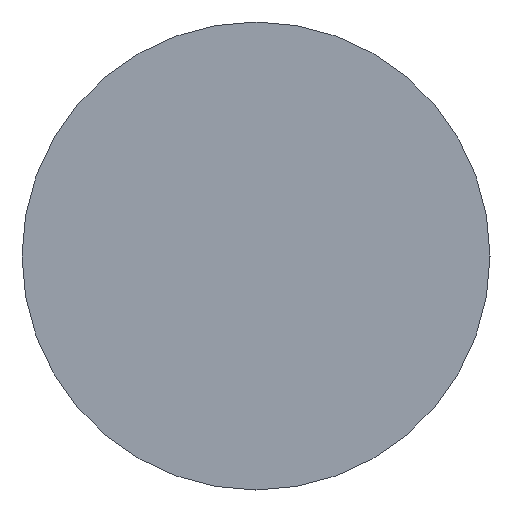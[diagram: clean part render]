
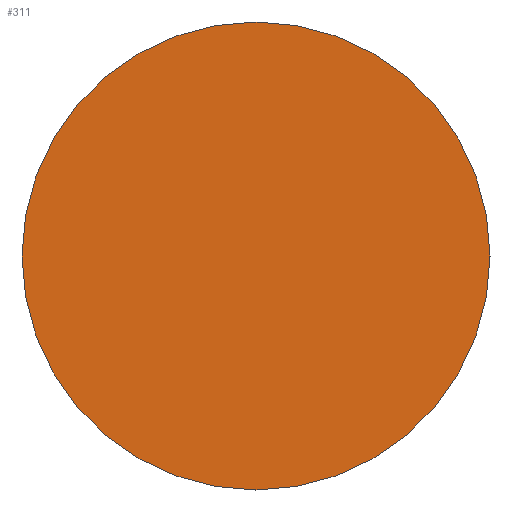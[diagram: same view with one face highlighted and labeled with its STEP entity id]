
A CAD part, left-side view. The second image highlights one B-rep face of the part: STEP entity #311.
In plain terms, the highlighted planar face has unit normal (-1, 0, 0).
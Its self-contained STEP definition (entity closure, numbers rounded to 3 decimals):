
#12 = CARTESIAN_POINT ( 'NONE',  ( 0., 0., 0. ) ) ;
#18 = DIRECTION ( 'NONE',  ( -1., 0., 0. ) ) ;
#19 = ORIENTED_EDGE ( 'NONE', *, *, #307, .T. ) ;
#34 = DIRECTION ( 'NONE',  ( 0., 0., 1. ) ) ;
#35 = AXIS2_PLACEMENT_3D ( 'NONE', #95, #18, #127 ) ;
#36 = DIRECTION ( 'NONE',  ( -1., 0., 0. ) ) ;
#44 = FACE_OUTER_BOUND ( 'NONE', #231, .T. ) ;
#57 = CIRCLE ( 'NONE', #297, 5. ) ;
#73 = DIRECTION ( 'NONE',  ( 1., 0., 0. ) ) ;
#90 = VERTEX_POINT ( 'NONE', #216 ) ;
#95 = CARTESIAN_POINT ( 'NONE',  ( 0., 0., 0. ) ) ;
#123 = DIRECTION ( 'NONE',  ( 0., 0., -1. ) ) ;
#127 = DIRECTION ( 'NONE',  ( 0., 0., 1. ) ) ;
#171 = CARTESIAN_POINT ( 'NONE',  ( 0., 5., 0. ) ) ;
#196 = CARTESIAN_POINT ( 'NONE',  ( 0., 0., -5. ) ) ;
#197 = AXIS2_PLACEMENT_3D ( 'NONE', #171, #73, #123 ) ;
#205 = ORIENTED_EDGE ( 'NONE', *, *, #207, .T. ) ;
#206 = VERTEX_POINT ( 'NONE', #196 ) ;
#207 = EDGE_CURVE ( 'NONE', #90, #206, #57, .T. ) ;
#216 = CARTESIAN_POINT ( 'NONE',  ( 0., 0., 5. ) ) ;
#231 = EDGE_LOOP ( 'NONE', ( #205, #19 ) ) ;
#258 = CIRCLE ( 'NONE', #35, 5. ) ;
#297 = AXIS2_PLACEMENT_3D ( 'NONE', #12, #36, #34 ) ;
#307 = EDGE_CURVE ( 'NONE', #206, #90, #258, .T. ) ;
#311 = ADVANCED_FACE ( 'NONE', ( #44 ), #328, .F. ) ;
#328 = PLANE ( 'NONE',  #197 ) ;
